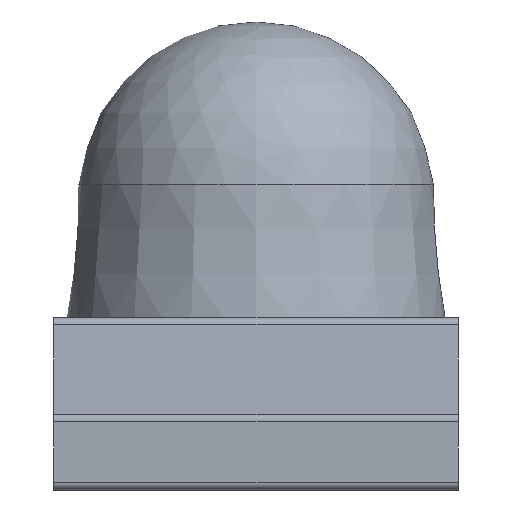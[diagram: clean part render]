
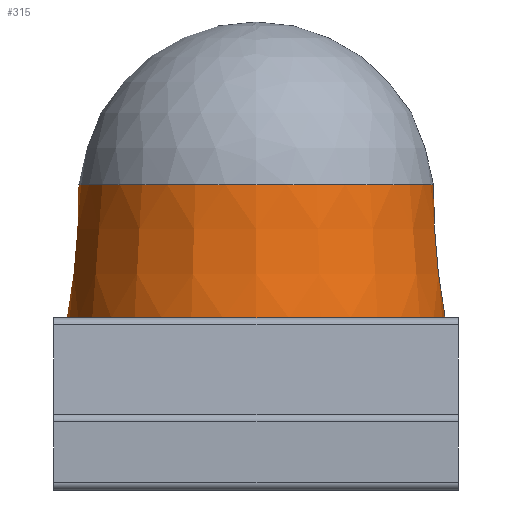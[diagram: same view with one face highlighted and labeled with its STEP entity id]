
A CAD part, left-side view. The second image highlights one B-rep face of the part: STEP entity #315.
In plain terms, the highlighted conical face has half-angle 5 degrees and reference radius 0.748 mm.
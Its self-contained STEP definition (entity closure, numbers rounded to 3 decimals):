
#315 = ADVANCED_FACE( '', ( #649, #650 ), #651, .T. );
#649 = FACE_BOUND( '', #1050, .T. );
#650 = FACE_OUTER_BOUND( '', #1051, .T. );
#651 = CONICAL_SURFACE( '', #1052, 0.748, 0.087 );
#1050 = EDGE_LOOP( '', ( #1610 ) );
#1051 = EDGE_LOOP( '', ( #1611, #1612 ) );
#1052 = AXIS2_PLACEMENT_3D( '', #1613, #1614, #1615 );
#1610 = ORIENTED_EDGE( '', *, *, #2706, .T. );
#1611 = ORIENTED_EDGE( '', *, *, #2707, .F. );
#1612 = ORIENTED_EDGE( '', *, *, #2708, .F. );
#1613 = CARTESIAN_POINT( '', ( 0., 0., 0.68 ) );
#1614 = DIRECTION( '', ( 0., 0., -1. ) );
#1615 = DIRECTION( '', ( -1., 0., 0. ) );
#2706 = EDGE_CURVE( '', #3285, #3285, #3286, .T. );
#2707 = EDGE_CURVE( '', #3287, #3288, #3289, .T. );
#2708 = EDGE_CURVE( '', #3288, #3287, #3290, .T. );
#3285 = VERTEX_POINT( '', #4082 );
#3286 = CIRCLE( '', #4083, 0.701 );
#3287 = VERTEX_POINT( '', #4084 );
#3288 = VERTEX_POINT( '', #4085 );
#3289 = CIRCLE( '', #4086, 0.748 );
#3290 = CIRCLE( '', #4087, 0.748 );
#4082 = CARTESIAN_POINT( '', ( -0.701, 0., 1.207 ) );
#4083 = AXIS2_PLACEMENT_3D( '', #4857, #4858, #4859 );
#4084 = CARTESIAN_POINT( '', ( -0.748, 0., 0.68 ) );
#4085 = CARTESIAN_POINT( '', ( 0.748, 0., 0.68 ) );
#4086 = AXIS2_PLACEMENT_3D( '', #4860, #4861, #4862 );
#4087 = AXIS2_PLACEMENT_3D( '', #4863, #4864, #4865 );
#4857 = CARTESIAN_POINT( '', ( 0., 0., 1.207 ) );
#4858 = DIRECTION( '', ( 0., 0., -1. ) );
#4859 = DIRECTION( '', ( -1., 0., 0. ) );
#4860 = CARTESIAN_POINT( '', ( 0., 0., 0.68 ) );
#4861 = DIRECTION( '', ( 0., 0., -1. ) );
#4862 = DIRECTION( '', ( -1., 0., 0. ) );
#4863 = CARTESIAN_POINT( '', ( 0., 0., 0.68 ) );
#4864 = DIRECTION( '', ( 0., 0., -1. ) );
#4865 = DIRECTION( '', ( -1., 0., 0. ) );
